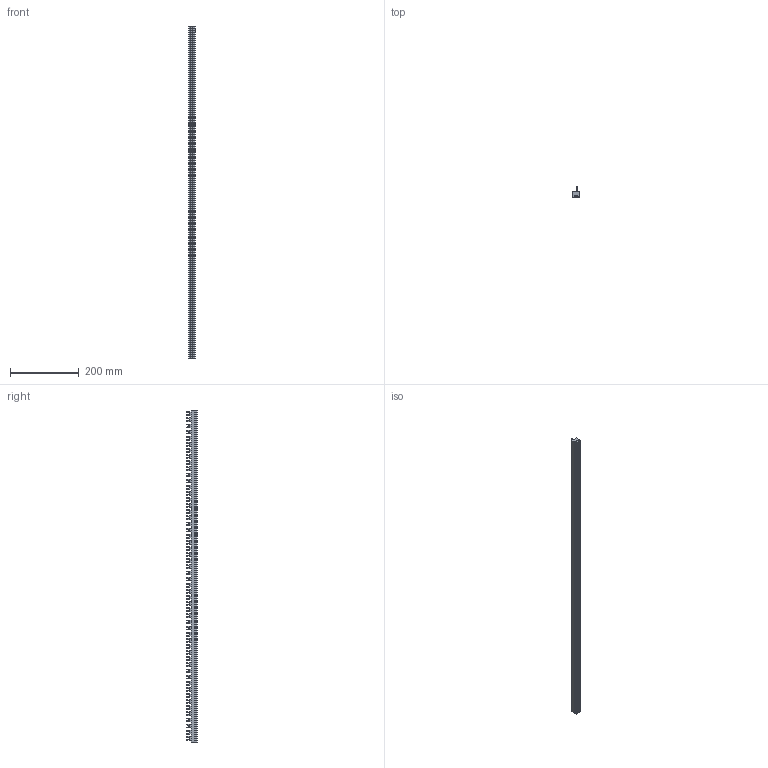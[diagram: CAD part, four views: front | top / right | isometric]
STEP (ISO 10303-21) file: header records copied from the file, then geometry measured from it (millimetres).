
FILE_DESCRIPTION((''),'2;1');
FILE_NAME('STP-IZ10-L1NL2NL3N-54_ASM','2021-03-30T',('marketing.praksa'),('Audax d.o.o.'),'CREO PARAMETRIC BY PTC INC, 2017480','CREO PARAMETRIC BY PTC INC, 2017480','');
FILE_SCHEMA(('AUTOMOTIVE_DESIGN { 1 0 10303 214 1 1 1 1 }'));
Products named in the file (4): PRT0128; PRT0127; BASE_WL; STP-IZ10-L1NL2NL3N-54_ASM
Assembly tree (3 placements, depth 2):
  STP-IZ10-L1NL2NL3N-54_ASM
    PRT0128
    PRT0127
    BASE_WL
Bounding box: 19.77 x 31 x 965 mm (x, y, z)
Volume: 293162 mm3; surface area: 117906.7 mm2
Topology: 58 solids, 58 shells, 874 faces, 2481 edges, 1726 vertices
Faces by surface type: plane 593, cylinder 281
Entity records: 43050 total; most frequent: CARTESIAN_POINT 5121, DIRECTION 5009, ORIENTED_EDGE 4962, PRESENTATION_STYLE_ASSIGNMENT 3413, STYLED_ITEM 3413, CURVE_STYLE 2481, EDGE_CURVE 2481, VERTEX_POINT 1726
